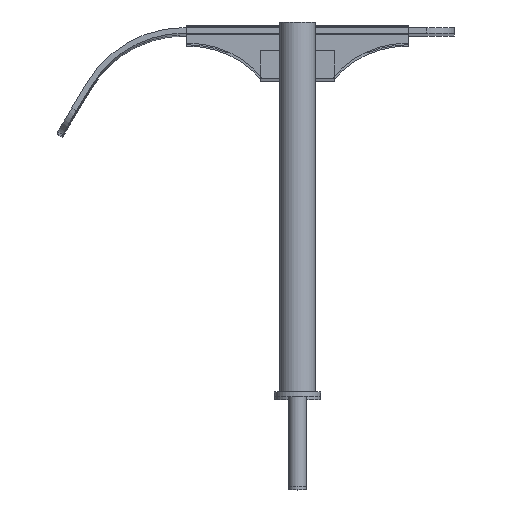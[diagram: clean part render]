
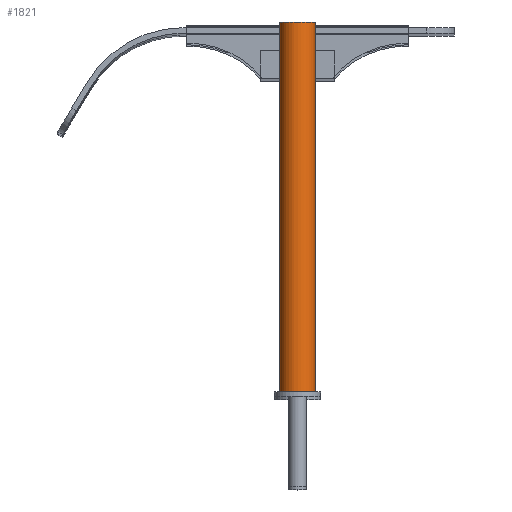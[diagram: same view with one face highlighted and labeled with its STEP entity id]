
A CAD part, top view. The second image highlights one B-rep face of the part: STEP entity #1821.
In plain terms, the highlighted cylindrical face has radius 19 mm (diameter 38 mm), a full revolution.
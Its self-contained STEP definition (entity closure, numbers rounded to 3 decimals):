
#34=FACE_BOUND('',#237,.T.);
#37=B_SPLINE_CURVE_WITH_KNOTS('',3,(#2698,#2699,#2700,#2701,#2702,#2703,
#2704,#2705,#2706,#2707,#2708,#2709,#2710,#2711,#2712,#2713,#2714,#2715,
#2716,#2717,#2718,#2719,#2720,#2721,#2722,#2723),.UNSPECIFIED.,.F.,.F.,
(4,2,2,2,2,2,2,2,2,2,2,2,4),(0.,0.281,0.562,1.124,
1.675,1.95,2.226,2.502,2.777,
3.328,3.89,4.171,4.452),
 .UNSPECIFIED.);
#38=B_SPLINE_CURVE_WITH_KNOTS('',3,(#2724,#2725,#2726,#2727,#2728,#2729,
#2730,#2731,#2732,#2733,#2734,#2735,#2736,#2737,#2738,#2739,#2740,#2741,
#2742,#2743,#2744,#2745,#2746,#2747,#2748,#2749),.UNSPECIFIED.,.F.,.F.,
(4,2,2,2,2,2,2,2,2,2,2,2,4),(4.452,4.733,5.014,
5.576,6.127,6.403,6.678,6.954,
7.229,7.78,8.342,8.623,8.904),
 .UNSPECIFIED.);
#126=FACE_OUTER_BOUND('',#236,.T.);
#236=EDGE_LOOP('',(#1278,#1279,#1280,#1281,#1282));
#237=EDGE_LOOP('',(#1283,#1284));
#345=LINE('',#2774,#542);
#542=VECTOR('',#2175,19.);
#744=CIRCLE('',#1966,19.);
#747=CIRCLE('',#1971,19.);
#748=CIRCLE('',#1972,19.);
#808=VERTEX_POINT('',#2696);
#809=VERTEX_POINT('',#2697);
#814=VERTEX_POINT('',#2761);
#817=VERTEX_POINT('',#2770);
#818=VERTEX_POINT('',#2771);
#991=EDGE_CURVE('',#808,#809,#37,.T.);
#992=EDGE_CURVE('',#809,#808,#38,.T.);
#998=EDGE_CURVE('',#814,#814,#744,.T.);
#1002=EDGE_CURVE('',#817,#818,#747,.T.);
#1003=EDGE_CURVE('',#818,#817,#748,.T.);
#1004=EDGE_CURVE('',#818,#814,#345,.T.);
#1278=ORIENTED_EDGE('',*,*,#1002,.F.);
#1279=ORIENTED_EDGE('',*,*,#1003,.F.);
#1280=ORIENTED_EDGE('',*,*,#1004,.T.);
#1281=ORIENTED_EDGE('',*,*,#998,.T.);
#1282=ORIENTED_EDGE('',*,*,#1004,.F.);
#1283=ORIENTED_EDGE('',*,*,#991,.T.);
#1284=ORIENTED_EDGE('',*,*,#992,.T.);
#1790=CYLINDRICAL_SURFACE('',#1970,19.);
#1821=ADVANCED_FACE('',(#126,#34),#1790,.T.);
#1966=AXIS2_PLACEMENT_3D('',#2762,#2160,#2161);
#1970=AXIS2_PLACEMENT_3D('',#2769,#2169,#2170);
#1971=AXIS2_PLACEMENT_3D('',#2772,#2171,#2172);
#1972=AXIS2_PLACEMENT_3D('',#2773,#2173,#2174);
#2160=DIRECTION('center_axis',(0.,1.,0.));
#2161=DIRECTION('ref_axis',(-1.,0.,0.));
#2169=DIRECTION('center_axis',(0.,1.,0.));
#2170=DIRECTION('ref_axis',(-1.,0.,0.));
#2171=DIRECTION('center_axis',(0.,1.,0.));
#2172=DIRECTION('ref_axis',(-1.,0.,0.));
#2173=DIRECTION('center_axis',(0.,1.,0.));
#2174=DIRECTION('ref_axis',(-1.,0.,0.));
#2175=DIRECTION('',(0.,-1.,0.));
#2696=CARTESIAN_POINT('',(14.,359.,937.155));
#2697=CARTESIAN_POINT('',(-14.,359.,937.155));
#2698=CARTESIAN_POINT('Ctrl Pts',(14.,359.,937.155));
#2699=CARTESIAN_POINT('Ctrl Pts',(14.,359.936,937.155));
#2700=CARTESIAN_POINT('Ctrl Pts',(13.905,360.879,937.049));
#2701=CARTESIAN_POINT('Ctrl Pts',(13.53,362.716,936.658));
#2702=CARTESIAN_POINT('Ctrl Pts',(13.251,363.611,936.375));
#2703=CARTESIAN_POINT('Ctrl Pts',(12.171,366.161,935.377));
#2704=CARTESIAN_POINT('Ctrl Pts',(11.115,367.684,934.525));
#2705=CARTESIAN_POINT('Ctrl Pts',(8.707,370.092,933.055));
#2706=CARTESIAN_POINT('Ctrl Pts',(7.181,371.162,932.318));
#2707=CARTESIAN_POINT('Ctrl Pts',(4.607,372.253,931.545));
#2708=CARTESIAN_POINT('Ctrl Pts',(3.701,372.535,931.341));
#2709=CARTESIAN_POINT('Ctrl Pts',(1.857,372.908,931.068));
#2710=CARTESIAN_POINT('Ctrl Pts',(0.919,373.,931.));
#2711=CARTESIAN_POINT('Ctrl Pts',(-0.919,373.,931.));
#2712=CARTESIAN_POINT('Ctrl Pts',(-1.857,372.908,931.068));
#2713=CARTESIAN_POINT('Ctrl Pts',(-3.701,372.535,931.341));
#2714=CARTESIAN_POINT('Ctrl Pts',(-4.607,372.253,931.545));
#2715=CARTESIAN_POINT('Ctrl Pts',(-7.181,371.162,932.318));
#2716=CARTESIAN_POINT('Ctrl Pts',(-8.707,370.092,933.055));
#2717=CARTESIAN_POINT('Ctrl Pts',(-11.115,367.684,934.525));
#2718=CARTESIAN_POINT('Ctrl Pts',(-12.171,366.161,935.377));
#2719=CARTESIAN_POINT('Ctrl Pts',(-13.251,363.611,936.375));
#2720=CARTESIAN_POINT('Ctrl Pts',(-13.53,362.716,936.658));
#2721=CARTESIAN_POINT('Ctrl Pts',(-13.905,360.879,937.049));
#2722=CARTESIAN_POINT('Ctrl Pts',(-14.,359.936,937.155));
#2723=CARTESIAN_POINT('Ctrl Pts',(-14.,359.,937.155));
#2724=CARTESIAN_POINT('Ctrl Pts',(-14.,359.,937.155));
#2725=CARTESIAN_POINT('Ctrl Pts',(-14.,358.064,937.155));
#2726=CARTESIAN_POINT('Ctrl Pts',(-13.905,357.121,937.049));
#2727=CARTESIAN_POINT('Ctrl Pts',(-13.53,355.284,936.658));
#2728=CARTESIAN_POINT('Ctrl Pts',(-13.251,354.389,936.375));
#2729=CARTESIAN_POINT('Ctrl Pts',(-12.171,351.839,935.377));
#2730=CARTESIAN_POINT('Ctrl Pts',(-11.115,350.316,934.525));
#2731=CARTESIAN_POINT('Ctrl Pts',(-8.707,347.908,933.055));
#2732=CARTESIAN_POINT('Ctrl Pts',(-7.181,346.838,932.318));
#2733=CARTESIAN_POINT('Ctrl Pts',(-4.607,345.747,931.545));
#2734=CARTESIAN_POINT('Ctrl Pts',(-3.701,345.465,931.341));
#2735=CARTESIAN_POINT('Ctrl Pts',(-1.857,345.092,931.068));
#2736=CARTESIAN_POINT('Ctrl Pts',(-0.919,345.,931.));
#2737=CARTESIAN_POINT('Ctrl Pts',(0.919,345.,931.));
#2738=CARTESIAN_POINT('Ctrl Pts',(1.857,345.092,931.068));
#2739=CARTESIAN_POINT('Ctrl Pts',(3.701,345.465,931.341));
#2740=CARTESIAN_POINT('Ctrl Pts',(4.607,345.747,931.545));
#2741=CARTESIAN_POINT('Ctrl Pts',(7.181,346.838,932.318));
#2742=CARTESIAN_POINT('Ctrl Pts',(8.707,347.908,933.055));
#2743=CARTESIAN_POINT('Ctrl Pts',(11.115,350.316,934.525));
#2744=CARTESIAN_POINT('Ctrl Pts',(12.171,351.839,935.377));
#2745=CARTESIAN_POINT('Ctrl Pts',(13.251,354.389,936.375));
#2746=CARTESIAN_POINT('Ctrl Pts',(13.53,355.284,936.658));
#2747=CARTESIAN_POINT('Ctrl Pts',(13.905,357.121,937.049));
#2748=CARTESIAN_POINT('Ctrl Pts',(14.,358.064,937.155));
#2749=CARTESIAN_POINT('Ctrl Pts',(14.,359.,937.155));
#2761=CARTESIAN_POINT('',(19.,5.,950.));
#2762=CARTESIAN_POINT('Origin',(0.,5.,950.));
#2769=CARTESIAN_POINT('Origin',(0.,0.,950.));
#2770=CARTESIAN_POINT('',(-19.,406.,950.));
#2771=CARTESIAN_POINT('',(19.,406.,950.));
#2772=CARTESIAN_POINT('Origin',(0.,406.,950.));
#2773=CARTESIAN_POINT('Origin',(0.,406.,950.));
#2774=CARTESIAN_POINT('',(19.,0.,950.));
